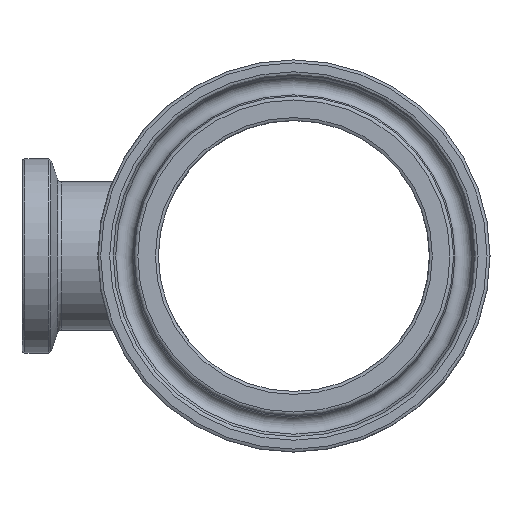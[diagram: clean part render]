
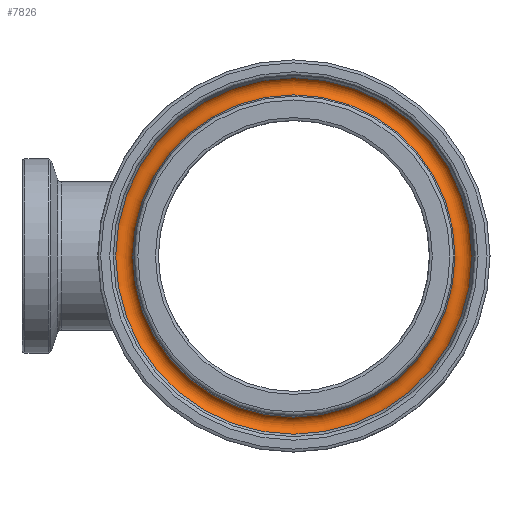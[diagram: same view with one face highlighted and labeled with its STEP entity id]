
A CAD part, left-side view. The second image highlights one B-rep face of the part: STEP entity #7826.
In plain terms, the highlighted toroidal (fillet/blend) face has major radius 21.819 mm and minor radius 1.194 mm.
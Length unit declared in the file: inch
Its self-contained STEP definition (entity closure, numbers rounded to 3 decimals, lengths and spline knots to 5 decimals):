
#44=TOROIDAL_SURFACE('',#8345,0.859,0.047);
#187=FACE_BOUND('',#1539,.T.);
#1001=FACE_OUTER_BOUND('',#1538,.T.);
#1538=EDGE_LOOP('',(#7280));
#1539=EDGE_LOOP('',(#7281));
#2794=CIRCLE('',#8339,0.81483);
#2796=CIRCLE('',#8343,0.90124);
#3920=VERTEX_POINT('',#16831);
#3922=VERTEX_POINT('',#16837);
#5045=EDGE_CURVE('',#3920,#3920,#2794,.T.);
#5047=EDGE_CURVE('',#3922,#3922,#2796,.T.);
#7280=ORIENTED_EDGE('',*,*,#5047,.T.);
#7281=ORIENTED_EDGE('',*,*,#5045,.F.);
#7826=ADVANCED_FACE('',(#1001,#187),#44,.F.);
#8339=AXIS2_PLACEMENT_3D('',#16832,#9883,#9884);
#8343=AXIS2_PLACEMENT_3D('',#16838,#9891,#9892);
#8345=AXIS2_PLACEMENT_3D('',#16840,#9895,#9896);
#9883=DIRECTION('center_axis',(-1.,0.,0.));
#9884=DIRECTION('ref_axis',(0.,0.,1.));
#9891=DIRECTION('center_axis',(-1.,0.,0.));
#9892=DIRECTION('ref_axis',(0.,0.,1.));
#9895=DIRECTION('center_axis',(-1.,0.,0.));
#9896=DIRECTION('ref_axis',(0.,0.,1.));
#16831=CARTESIAN_POINT('',(-2.84293,0.81483,0.));
#16832=CARTESIAN_POINT('Origin',(-2.84293,0.,
0.));
#16837=CARTESIAN_POINT('',(-2.8384,0.90124,0.));
#16838=CARTESIAN_POINT('Origin',(-2.8384,0.,
0.));
#16840=CARTESIAN_POINT('Origin',(-2.859,0.,0.));
